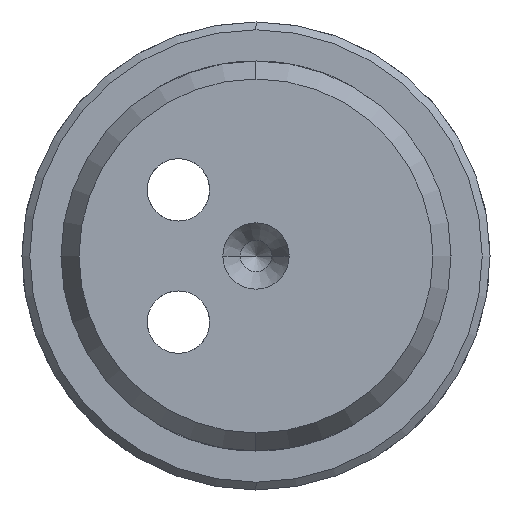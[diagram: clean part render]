
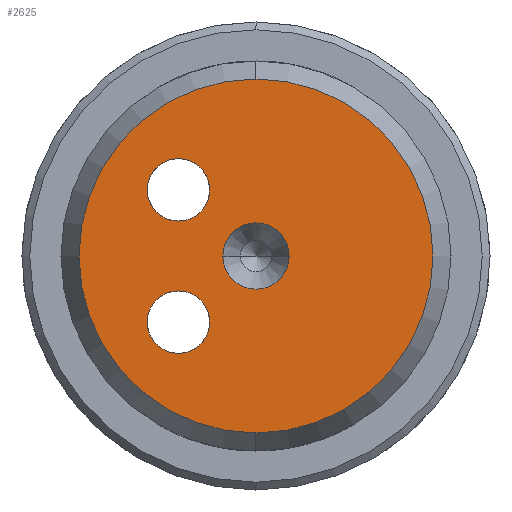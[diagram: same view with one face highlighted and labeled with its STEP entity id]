
A CAD part, left-side view. The second image highlights one B-rep face of the part: STEP entity #2625.
In plain terms, the highlighted planar face has unit normal (-1, 0, 0).
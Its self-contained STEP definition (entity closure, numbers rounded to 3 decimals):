
#26 = CIRCLE ( 'NONE', #2085, 2. ) ;
#48 = CARTESIAN_POINT ( 'NONE',  ( -139., 0., -11.345 ) ) ;
#60 = EDGE_LOOP ( 'NONE', ( #2587, #1129 ) ) ;
#63 = DIRECTION ( 'NONE',  ( 0., 0., -1. ) ) ;
#110 = FACE_BOUND ( 'NONE', #3202, .T. ) ;
#190 = DIRECTION ( 'NONE',  ( 0., 0., -1. ) ) ;
#259 = VERTEX_POINT ( 'NONE', #3321 ) ;
#284 = EDGE_CURVE ( 'NONE', #1520, #1673, #416, .T. ) ;
#383 = AXIS2_PLACEMENT_3D ( 'NONE', #523, #1660, #2787 ) ;
#416 = CIRCLE ( 'NONE', #2974, 2. ) ;
#500 = CARTESIAN_POINT ( 'NONE',  ( -139., 4.973, 4.24 ) ) ;
#506 = AXIS2_PLACEMENT_3D ( 'NONE', #823, #1957, #3090 ) ;
#523 = CARTESIAN_POINT ( 'NONE',  ( -139., 0., 0. ) ) ;
#528 = DIRECTION ( 'NONE',  ( -1., 0., 0. ) ) ;
#563 = DIRECTION ( 'NONE',  ( 1., 0., 0. ) ) ;
#616 = EDGE_CURVE ( 'NONE', #3314, #1135, #1551, .T. ) ;
#712 = DIRECTION ( 'NONE',  ( 0., 0., -1. ) ) ;
#823 = CARTESIAN_POINT ( 'NONE',  ( -139., 0., 0. ) ) ;
#958 = AXIS2_PLACEMENT_3D ( 'NONE', #2217, #528, #1666 ) ;
#959 = CARTESIAN_POINT ( 'NONE',  ( -139., 12.5, 0. ) ) ;
#1007 = EDGE_LOOP ( 'NONE', ( #2112, #3625 ) ) ;
#1083 = CARTESIAN_POINT ( 'NONE',  ( -139., 0., 11.345 ) ) ;
#1101 = CIRCLE ( 'NONE', #3169, 2. ) ;
#1112 = VERTEX_POINT ( 'NONE', #3328 ) ;
#1129 = ORIENTED_EDGE ( 'NONE', *, *, #1152, .T. ) ;
#1135 = VERTEX_POINT ( 'NONE', #1083 ) ;
#1152 = EDGE_CURVE ( 'NONE', #1135, #3314, #2572, .T. ) ;
#1221 = ORIENTED_EDGE ( 'NONE', *, *, #2483, .T. ) ;
#1243 = FACE_OUTER_BOUND ( 'NONE', #60, .T. ) ;
#1477 = CARTESIAN_POINT ( 'NONE',  ( -139., 4.973, -4.24 ) ) ;
#1520 = VERTEX_POINT ( 'NONE', #3527 ) ;
#1551 = CIRCLE ( 'NONE', #3155, 11.345 ) ;
#1583 = EDGE_CURVE ( 'NONE', #1673, #1520, #26, .T. ) ;
#1606 = CARTESIAN_POINT ( 'NONE',  ( -139., 4.973, 4.24 ) ) ;
#1638 = DIRECTION ( 'NONE',  ( 1., 0., 0. ) ) ;
#1660 = DIRECTION ( 'NONE',  ( 1., 0., 0. ) ) ;
#1666 = DIRECTION ( 'NONE',  ( 0., 0., -1. ) ) ;
#1673 = VERTEX_POINT ( 'NONE', #2539 ) ;
#1704 = DIRECTION ( 'NONE',  ( 0., 0., -1. ) ) ;
#1786 = EDGE_CURVE ( 'NONE', #259, #2482, #3455, .T. ) ;
#1856 = AXIS2_PLACEMENT_3D ( 'NONE', #1477, #2605, #63 ) ;
#1957 = DIRECTION ( 'NONE',  ( 1., 0., 0. ) ) ;
#1974 = CARTESIAN_POINT ( 'NONE',  ( -139., 4.973, -6.24 ) ) ;
#1994 = CIRCLE ( 'NONE', #383, 2.125 ) ;
#2085 = AXIS2_PLACEMENT_3D ( 'NONE', #1606, #2734, #190 ) ;
#2089 = DIRECTION ( 'NONE',  ( 1., 0., 0. ) ) ;
#2093 = CIRCLE ( 'NONE', #506, 2.125 ) ;
#2112 = ORIENTED_EDGE ( 'NONE', *, *, #2809, .T. ) ;
#2117 = CARTESIAN_POINT ( 'NONE',  ( -139., 0., 0. ) ) ;
#2157 = AXIS2_PLACEMENT_3D ( 'NONE', #959, #2089, #3230 ) ;
#2217 = CARTESIAN_POINT ( 'NONE',  ( -139., 0., 0. ) ) ;
#2369 = FACE_BOUND ( 'NONE', #1007, .T. ) ;
#2400 = CARTESIAN_POINT ( 'NONE',  ( -139., 2.125, 0. ) ) ;
#2482 = VERTEX_POINT ( 'NONE', #1974 ) ;
#2483 = EDGE_CURVE ( 'NONE', #2482, #259, #1101, .T. ) ;
#2502 = EDGE_LOOP ( 'NONE', ( #3432, #3025 ) ) ;
#2539 = CARTESIAN_POINT ( 'NONE',  ( -139., 4.973, 6.24 ) ) ;
#2572 = CIRCLE ( 'NONE', #958, 11.345 ) ;
#2587 = ORIENTED_EDGE ( 'NONE', *, *, #616, .T. ) ;
#2605 = DIRECTION ( 'NONE',  ( 1., 0., 0. ) ) ;
#2625 = ADVANCED_FACE ( 'NONE', ( #2655, #110, #1243, #2369 ), #3501, .F. ) ;
#2655 = FACE_BOUND ( 'NONE', #2502, .T. ) ;
#2734 = DIRECTION ( 'NONE',  ( 1., 0., 0. ) ) ;
#2769 = DIRECTION ( 'NONE',  ( 0., 0., -1. ) ) ;
#2787 = DIRECTION ( 'NONE',  ( 0., 1., 0. ) ) ;
#2809 = EDGE_CURVE ( 'NONE', #1112, #3033, #2093, .T. ) ;
#2974 = AXIS2_PLACEMENT_3D ( 'NONE', #500, #1638, #2769 ) ;
#3025 = ORIENTED_EDGE ( 'NONE', *, *, #1583, .T. ) ;
#3033 = VERTEX_POINT ( 'NONE', #2400 ) ;
#3090 = DIRECTION ( 'NONE',  ( 0., 1., 0. ) ) ;
#3111 = CARTESIAN_POINT ( 'NONE',  ( -139., 4.973, -4.24 ) ) ;
#3155 = AXIS2_PLACEMENT_3D ( 'NONE', #2117, #3256, #712 ) ;
#3169 = AXIS2_PLACEMENT_3D ( 'NONE', #3111, #563, #1704 ) ;
#3202 = EDGE_LOOP ( 'NONE', ( #1221, #3629 ) ) ;
#3230 = DIRECTION ( 'NONE',  ( 0., 0., -1. ) ) ;
#3256 = DIRECTION ( 'NONE',  ( -1., 0., 0. ) ) ;
#3314 = VERTEX_POINT ( 'NONE', #48 ) ;
#3321 = CARTESIAN_POINT ( 'NONE',  ( -139., 4.973, -2.24 ) ) ;
#3328 = CARTESIAN_POINT ( 'NONE',  ( -139., -2.125, 0. ) ) ;
#3432 = ORIENTED_EDGE ( 'NONE', *, *, #284, .T. ) ;
#3455 = CIRCLE ( 'NONE', #1856, 2. ) ;
#3456 = EDGE_CURVE ( 'NONE', #3033, #1112, #1994, .T. ) ;
#3501 = PLANE ( 'NONE',  #2157 ) ;
#3527 = CARTESIAN_POINT ( 'NONE',  ( -139., 4.973, 2.24 ) ) ;
#3625 = ORIENTED_EDGE ( 'NONE', *, *, #3456, .T. ) ;
#3629 = ORIENTED_EDGE ( 'NONE', *, *, #1786, .T. ) ;
